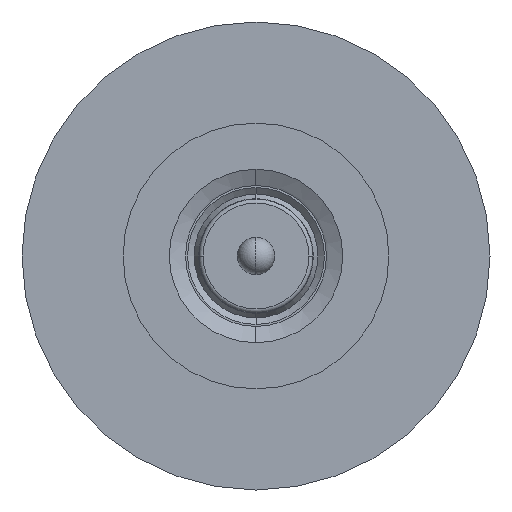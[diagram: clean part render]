
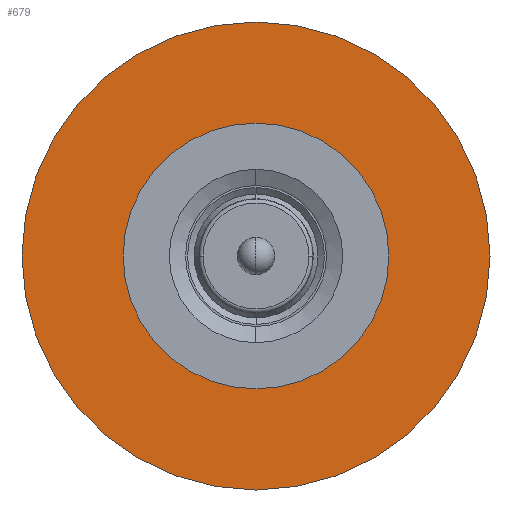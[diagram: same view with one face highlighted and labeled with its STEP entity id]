
A CAD part, front view. The second image highlights one B-rep face of the part: STEP entity #679.
In plain terms, the highlighted planar face has unit normal (0, -1, 0).
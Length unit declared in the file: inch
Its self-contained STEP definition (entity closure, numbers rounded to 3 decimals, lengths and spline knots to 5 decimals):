
#255 = DIRECTION ( 'NONE',  ( -1., 0., 0. ) ) ;
#256 = DIRECTION ( 'NONE',  ( 0., -1., 0. ) ) ;
#258 = CARTESIAN_POINT ( 'NONE',  ( 0.02816, 0., -0.04677 ) ) ;
#343 = CARTESIAN_POINT ( 'NONE',  ( -0.56184, 0., -0.04677 ) ) ;
#347 = CARTESIAN_POINT ( 'NONE',  ( 0.61816, 0., -0.04677 ) ) ;
#415 = DIRECTION ( 'NONE',  ( -1., 0., 0. ) ) ;
#416 = DIRECTION ( 'NONE',  ( 0., -1., 0. ) ) ;
#417 = CARTESIAN_POINT ( 'NONE',  ( 0.02816, 0., -0.04677 ) ) ;
#430 = DIRECTION ( 'NONE',  ( -1., 0., 0. ) ) ;
#432 = DIRECTION ( 'NONE',  ( 0., 1., 0. ) ) ;
#433 = CARTESIAN_POINT ( 'NONE',  ( 0.02816, 0., -0.04677 ) ) ;
#553 = DIRECTION ( 'NONE',  ( -1., 0., 0. ) ) ;
#554 = DIRECTION ( 'NONE',  ( 0., 1., 0. ) ) ;
#555 = CARTESIAN_POINT ( 'NONE',  ( 0.02816, 0., -0.04677 ) ) ;
#679 = ADVANCED_FACE ( 'NONE', ( #2550, #2545 ), #1820, .F. ) ;
#789 = VERTEX_POINT ( 'NONE', #1110 ) ;
#806 = VERTEX_POINT ( 'NONE', #1088 ) ;
#902 = VERTEX_POINT ( 'NONE', #347 ) ;
#903 = VERTEX_POINT ( 'NONE', #343 ) ;
#1088 = CARTESIAN_POINT ( 'NONE',  ( 0.36316, 0., -0.04677 ) ) ;
#1110 = CARTESIAN_POINT ( 'NONE',  ( -0.30684, 0., -0.04677 ) ) ;
#1615 = EDGE_LOOP ( 'NONE', ( #1672, #1673 ) ) ;
#1617 = EDGE_LOOP ( 'NONE', ( #1670, #1671 ) ) ;
#1670 = ORIENTED_EDGE ( 'NONE', *, *, #2679, .F. ) ;
#1671 = ORIENTED_EDGE ( 'NONE', *, *, #2054, .F. ) ;
#1672 = ORIENTED_EDGE ( 'NONE', *, *, #2763, .F. ) ;
#1673 = ORIENTED_EDGE ( 'NONE', *, *, #2058, .F. ) ;
#1817 = DIRECTION ( 'NONE',  ( 1., 0., 0. ) ) ;
#1818 = DIRECTION ( 'NONE',  ( 0., 1., 0. ) ) ;
#1820 = PLANE ( 'NONE',  #1989 ) ;
#1823 = CARTESIAN_POINT ( 'NONE',  ( 0.02816, 0., -0.04677 ) ) ;
#1989 = AXIS2_PLACEMENT_3D ( 'NONE', #1823, #1818, #1817 ) ;
#2054 = EDGE_CURVE ( 'NONE', #902, #903, #2377, .T. ) ;
#2058 = EDGE_CURVE ( 'NONE', #806, #789, #2372, .T. ) ;
#2144 = CIRCLE ( 'NONE', #2975, 0.335 ) ;
#2239 = CIRCLE ( 'NONE', #3033, 0.59 ) ;
#2372 = CIRCLE ( 'NONE', #3088, 0.335 ) ;
#2377 = CIRCLE ( 'NONE', #3090, 0.59 ) ;
#2545 = FACE_BOUND ( 'NONE', #1615, .T. ) ;
#2550 = FACE_OUTER_BOUND ( 'NONE', #1617, .T. ) ;
#2679 = EDGE_CURVE ( 'NONE', #903, #902, #2239, .T. ) ;
#2763 = EDGE_CURVE ( 'NONE', #789, #806, #2144, .T. ) ;
#2975 = AXIS2_PLACEMENT_3D ( 'NONE', #258, #256, #255 ) ;
#3033 = AXIS2_PLACEMENT_3D ( 'NONE', #555, #554, #553 ) ;
#3088 = AXIS2_PLACEMENT_3D ( 'NONE', #417, #416, #415 ) ;
#3090 = AXIS2_PLACEMENT_3D ( 'NONE', #433, #432, #430 ) ;
